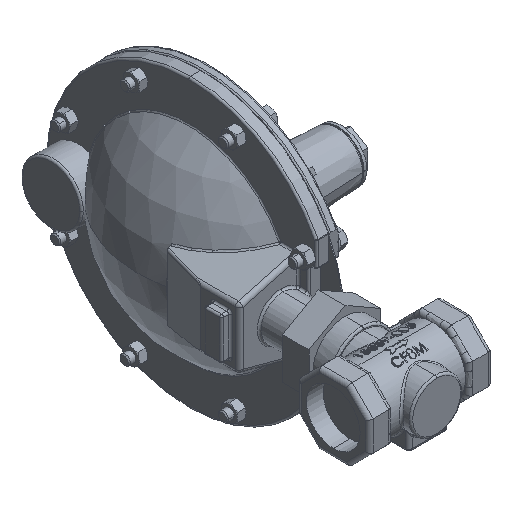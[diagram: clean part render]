
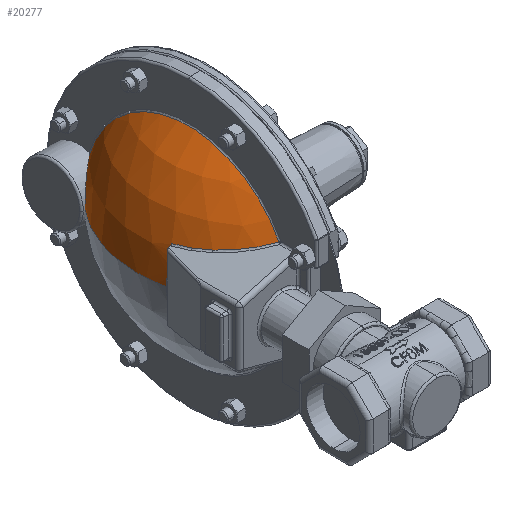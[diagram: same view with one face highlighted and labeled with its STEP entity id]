
A CAD part, isometric view. The second image highlights one B-rep face of the part: STEP entity #20277.
In plain terms, the highlighted spherical face has radius 101.6 mm.
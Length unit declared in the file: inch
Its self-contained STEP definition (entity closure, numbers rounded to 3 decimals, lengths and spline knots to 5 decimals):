
#1495 = DIRECTION ( 'NONE',  ( 0., 1., 0. ) ) ;
#1573 = CARTESIAN_POINT ( 'NONE',  ( 1.68995, 11.34918, 3.71817 ) ) ;
#1574 = ORIENTED_EDGE ( 'NONE', *, *, #35850, .F. ) ;
#1735 = CARTESIAN_POINT ( 'NONE',  ( 1.36662, 11.07849, 3.24855 ) ) ;
#2838 = ORIENTED_EDGE ( 'NONE', *, *, #21172, .T. ) ;
#2876 = VERTEX_POINT ( 'NONE', #44387 ) ;
#3143 = DIRECTION ( 'NONE',  ( 0., 0., -1. ) ) ;
#4036 = EDGE_CURVE ( 'NONE', #35073, #4160, #43486, .T. ) ;
#4160 = VERTEX_POINT ( 'NONE', #40668 ) ;
#4799 = DIRECTION ( 'NONE',  ( 0., -1., 0. ) ) ;
#5024 = AXIS2_PLACEMENT_3D ( 'NONE', #47134, #24167, #1495 ) ;
#5337 = CARTESIAN_POINT ( 'NONE',  ( 1.59857, 11.27584, 3.6416 ) ) ;
#5486 = CARTESIAN_POINT ( 'NONE',  ( 1.34913, 11.06299, 3.16816 ) ) ;
#7062 = CIRCLE ( 'NONE', #46298, 3.90973 ) ;
#7082 = DIRECTION ( 'NONE',  ( 0., 1., 0. ) ) ;
#9107 = CARTESIAN_POINT ( 'NONE',  ( 1.5331, 11.22162, 3.56942 ) ) ;
#9268 = CARTESIAN_POINT ( 'NONE',  ( 1.34083, 11.0556, 3.09902 ) ) ;
#9441 = B_SPLINE_CURVE_WITH_KNOTS ( 'NONE', 3,
 ( #12585, #39419, #43323, #20407, #47216, #24245, #1573, #28085, #5337, #31922, #9107, #35751, #12928, #39587, #16729, #43497, #20583, #47384, #24423, #1735, #28245, #5486, #32097, #9268, #35916, #13095, #39759, #16896 ),
 .UNSPECIFIED., .F., .F.,
 ( 4, 2, 2, 2, 2, 2, 2, 2, 2, 2, 2, 2, 2, 4 ),
 ( 0., 0.00847, 0.01059, 0.01271, 0.01694, 0.01906, 0.02118, 0.02541, 0.02647, 0.02753, 0.02965, 0.03176, 0.03282, 0.03388 ),
 .UNSPECIFIED. ) ;
#11852 = SPHERICAL_SURFACE ( 'NONE', #35546, 4. ) ;
#11914 = DIRECTION ( 'NONE',  ( 0., 0., 1. ) ) ;
#12585 = CARTESIAN_POINT ( 'NONE',  ( 2.04266, 11.61007, 3.89361 ) ) ;
#12928 = CARTESIAN_POINT ( 'NONE',  ( 1.48772, 11.1834, 3.50954 ) ) ;
#13095 = CARTESIAN_POINT ( 'NONE',  ( 1.33837, 11.05341, 3.05676 ) ) ;
#14116 = CIRCLE ( 'NONE', #5024, 4. ) ;
#14359 = DIRECTION ( 'NONE',  ( 0., -1., 0. ) ) ;
#15626 = ORIENTED_EDGE ( 'NONE', *, *, #4036, .T. ) ;
#16679 = EDGE_CURVE ( 'NONE', #4160, #43577, #9441, .T. ) ;
#16729 = CARTESIAN_POINT ( 'NONE',  ( 1.422, 11.12703, 3.39983 ) ) ;
#16896 = CARTESIAN_POINT ( 'NONE',  ( 1.33803, 11.0531, 3.02873 ) ) ;
#17634 = AXIS2_PLACEMENT_3D ( 'NONE', #37196, #14359, #41066 ) ;
#18092 = VERTEX_POINT ( 'NONE', #21063 ) ;
#19175 = VERTEX_POINT ( 'NONE', #24492 ) ;
#19405 = CARTESIAN_POINT ( 'NONE',  ( 1.33803, 11.0531, 3.02873 ) ) ;
#20220 = EDGE_CURVE ( 'NONE', #18092, #2876, #23202, .T. ) ;
#20277 = ADVANCED_FACE ( 'NONE', ( #42336 ), #11852, .T. ) ;
#20407 = CARTESIAN_POINT ( 'NONE',  ( 1.76778, 11.40984, 3.77097 ) ) ;
#20583 = CARTESIAN_POINT ( 'NONE',  ( 1.3919, 11.10073, 3.32604 ) ) ;
#21063 = CARTESIAN_POINT ( 'NONE',  ( 0.68572, 7.6811, 4.12464 ) ) ;
#21172 = EDGE_CURVE ( 'NONE', #18092, #35073, #44714, .T. ) ;
#22502 = DIRECTION ( 'NONE',  ( -0.259, 0., 0.966 ) ) ;
#22748 = EDGE_CURVE ( 'NONE', #43577, #39487, #46465, .T. ) ;
#23202 = CIRCLE ( 'NONE', #17634, 3.90973 ) ;
#23459 = EDGE_CURVE ( 'NONE', #19175, #39487, #14116, .T. ) ;
#24167 = DIRECTION ( 'NONE',  ( 0., 0., -1. ) ) ;
#24245 = CARTESIAN_POINT ( 'NONE',  ( 1.70913, 11.36429, 3.73217 ) ) ;
#24423 = CARTESIAN_POINT ( 'NONE',  ( 1.37851, 11.08897, 3.28767 ) ) ;
#24492 = CARTESIAN_POINT ( 'NONE',  ( 0.52899, 7.6811, 3.02873 ) ) ;
#27287 = AXIS2_PLACEMENT_3D ( 'NONE', #34762, #11914, #38585 ) ;
#27545 = CARTESIAN_POINT ( 'NONE',  ( 4.43872, 7.6811, 3.02873 ) ) ;
#28085 = CARTESIAN_POINT ( 'NONE',  ( 1.63388, 11.30455, 3.67393 ) ) ;
#28221 = CARTESIAN_POINT ( 'NONE',  ( 2.04266, 8.5261, 3.02873 ) ) ;
#28245 = CARTESIAN_POINT ( 'NONE',  ( 1.35994, 11.07257, 3.22204 ) ) ;
#29125 = AXIS2_PLACEMENT_3D ( 'NONE', #28221, #31567, #31233 ) ;
#29871 = CARTESIAN_POINT ( 'NONE',  ( 4.43872, 8.5261, 3.02873 ) ) ;
#31085 = AXIS2_PLACEMENT_3D ( 'NONE', #45404, #22502, #49339 ) ;
#31233 = DIRECTION ( 'NONE',  ( 0., 0., -1. ) ) ;
#31275 = ORIENTED_EDGE ( 'NONE', *, *, #16679, .T. ) ;
#31383 = DIRECTION ( 'NONE',  ( 0., 0., -1. ) ) ;
#31433 = EDGE_LOOP ( 'NONE', ( #34132, #1574, #37791, #2838, #15626, #31275, #44499 ) ) ;
#31567 = DIRECTION ( 'NONE',  ( -1., 0., 0. ) ) ;
#31922 = CARTESIAN_POINT ( 'NONE',  ( 1.54904, 11.23491, 3.58809 ) ) ;
#32097 = CARTESIAN_POINT ( 'NONE',  ( 1.345, 11.05932, 3.14078 ) ) ;
#34132 = ORIENTED_EDGE ( 'NONE', *, *, #23459, .F. ) ;
#34762 = CARTESIAN_POINT ( 'NONE',  ( 4.43872, 8.5261, 3.02873 ) ) ;
#35073 = VERTEX_POINT ( 'NONE', #41288 ) ;
#35546 = AXIS2_PLACEMENT_3D ( 'NONE', #29871, #3143, #7082 ) ;
#35751 = CARTESIAN_POINT ( 'NONE',  ( 1.50247, 11.19589, 3.53019 ) ) ;
#35850 = EDGE_CURVE ( 'NONE', #2876, #19175, #7062, .T. ) ;
#35916 = CARTESIAN_POINT ( 'NONE',  ( 1.33978, 11.05466, 3.08494 ) ) ;
#37196 = CARTESIAN_POINT ( 'NONE',  ( 4.43872, 7.6811, 3.02873 ) ) ;
#37791 = ORIENTED_EDGE ( 'NONE', *, *, #20220, .F. ) ;
#38585 = DIRECTION ( 'NONE',  ( 1., 0., 0. ) ) ;
#39419 = CARTESIAN_POINT ( 'NONE',  ( 1.95322, 11.54844, 3.86561 ) ) ;
#39487 = VERTEX_POINT ( 'NONE', #44445 ) ;
#39587 = CARTESIAN_POINT ( 'NONE',  ( 1.44619, 11.14799, 3.44546 ) ) ;
#39759 = CARTESIAN_POINT ( 'NONE',  ( 1.33803, 11.0531, 3.04272 ) ) ;
#40668 = CARTESIAN_POINT ( 'NONE',  ( 2.04266, 11.61007, 3.89361 ) ) ;
#41066 = DIRECTION ( 'NONE',  ( 0., 0., -1. ) ) ;
#41288 = CARTESIAN_POINT ( 'NONE',  ( 2.04266, 5.675, 4.48822 ) ) ;
#42336 = FACE_OUTER_BOUND ( 'NONE', #31433, .T. ) ;
#43323 = CARTESIAN_POINT ( 'NONE',  ( 1.86812, 11.48634, 3.82961 ) ) ;
#43486 = CIRCLE ( 'NONE', #29125, 3.20295 ) ;
#43497 = CARTESIAN_POINT ( 'NONE',  ( 1.3967, 11.10494, 3.33852 ) ) ;
#43577 = VERTEX_POINT ( 'NONE', #19405 ) ;
#44387 = CARTESIAN_POINT ( 'NONE',  ( 0.57493, 7.6811, 3.62632 ) ) ;
#44445 = CARTESIAN_POINT ( 'NONE',  ( 0.43872, 8.5261, 3.02873 ) ) ;
#44499 = ORIENTED_EDGE ( 'NONE', *, *, #22748, .T. ) ;
#44714 = CIRCLE ( 'NONE', #31085, 3.44666 ) ;
#45404 = CARTESIAN_POINT ( 'NONE',  ( 3.91334, 8.5261, 4.98947 ) ) ;
#46298 = AXIS2_PLACEMENT_3D ( 'NONE', #27545, #4799, #31383 ) ;
#46465 = CIRCLE ( 'NONE', #27287, 4. ) ;
#47134 = CARTESIAN_POINT ( 'NONE',  ( 4.43872, 8.5261, 3.02873 ) ) ;
#47216 = CARTESIAN_POINT ( 'NONE',  ( 1.74802, 11.3946, 3.75854 ) ) ;
#47384 = CARTESIAN_POINT ( 'NONE',  ( 1.3828, 11.09275, 3.30063 ) ) ;
#49339 = DIRECTION ( 'NONE',  ( 0.966, 0., 0.259 ) ) ;
